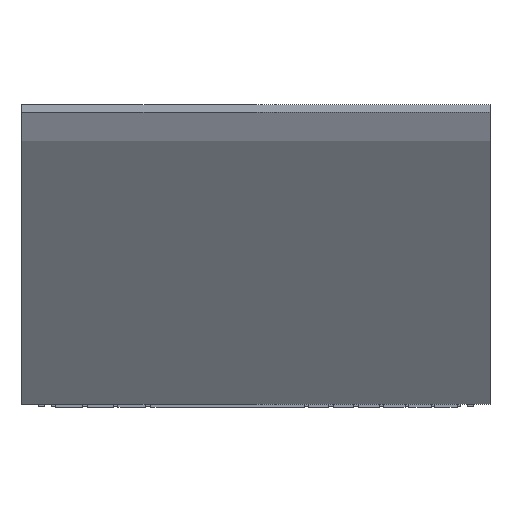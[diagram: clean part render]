
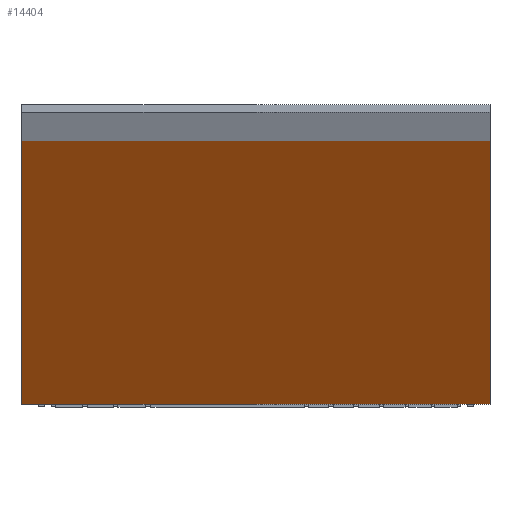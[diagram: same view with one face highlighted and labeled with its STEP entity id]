
A CAD part, top view. The second image highlights one B-rep face of the part: STEP entity #14404.
In plain terms, the highlighted face is planar.
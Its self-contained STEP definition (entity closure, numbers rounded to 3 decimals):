
#773=FACE_OUTER_BOUND('',#1574,.T.);
#1574=EDGE_LOOP('',(#9592,#9593,#9594,#9595));
#2504=LINE('',#18990,#4260);
#2516=LINE('',#19013,#4272);
#2518=LINE('',#19017,#4274);
#2521=LINE('',#19021,#4277);
#4260=VECTOR('',#15960,10.);
#4272=VECTOR('',#15980,10.);
#4274=VECTOR('',#15984,10.);
#4277=VECTOR('',#15989,10.);
#6012=VERTEX_POINT('',#18987);
#6013=VERTEX_POINT('',#18989);
#6020=VERTEX_POINT('',#19012);
#6021=VERTEX_POINT('',#19016);
#7424=EDGE_CURVE('',#6013,#6012,#2504,.T.);
#7436=EDGE_CURVE('',#6020,#6013,#2516,.T.);
#7438=EDGE_CURVE('',#6021,#6020,#2518,.T.);
#7441=EDGE_CURVE('',#6012,#6021,#2521,.T.);
#9592=ORIENTED_EDGE('',*,*,#7436,.T.);
#9593=ORIENTED_EDGE('',*,*,#7424,.T.);
#9594=ORIENTED_EDGE('',*,*,#7441,.T.);
#9595=ORIENTED_EDGE('',*,*,#7438,.T.);
#13786=PLANE('',#15301);
#14404=ADVANCED_FACE('',(#773),#13786,.T.);
#15301=AXIS2_PLACEMENT_3D('',#19022,#15990,#15991);
#15960=DIRECTION('',(1.,0.,0.));
#15980=DIRECTION('',(0.,-1.,0.));
#15984=DIRECTION('',(-1.,0.,0.));
#15989=DIRECTION('',(0.,1.,0.));
#15990=DIRECTION('center_axis',(0.,0.,1.));
#15991=DIRECTION('ref_axis',(1.,0.,0.));
#18987=CARTESIAN_POINT('',(350.,0.,16.));
#18989=CARTESIAN_POINT('',(0.,0.,16.));
#18990=CARTESIAN_POINT('',(0.,0.,16.));
#19012=CARTESIAN_POINT('',(0.,240.,16.));
#19013=CARTESIAN_POINT('',(0.,240.,16.));
#19016=CARTESIAN_POINT('',(350.,240.,16.));
#19017=CARTESIAN_POINT('',(350.,240.,16.));
#19021=CARTESIAN_POINT('',(350.,0.,16.));
#19022=CARTESIAN_POINT('Origin',(175.,120.,16.));
